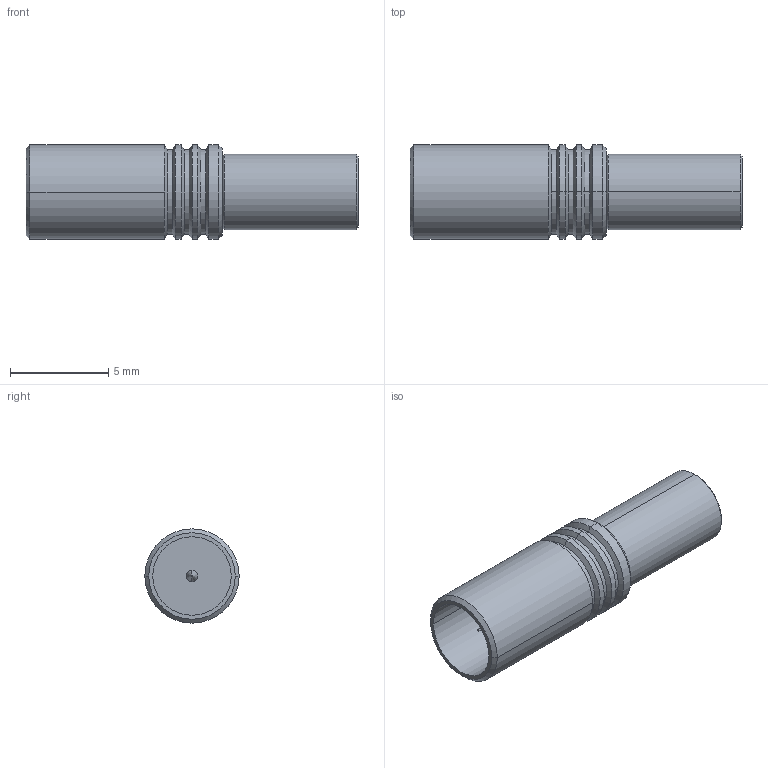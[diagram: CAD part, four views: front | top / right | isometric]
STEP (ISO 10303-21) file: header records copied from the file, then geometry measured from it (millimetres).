
FILE_DESCRIPTION (( 'STEP AP214' ), '1' );
FILE_NAME ('FMCN45868_3D.step', '2023-05-05T18:45:07', ( '' ), ( '' ), 'SwSTEP 2.0', 'SolidWorks 2022', '' );
FILE_SCHEMA (( 'AUTOMOTIVE_DESIGN' ));
Length unit declared in the file: millimetre
Products named in the file (1): FMCN45868_3D
Bounding box: 16.9 x 4.8 x 4.8 mm (x, y, z)
Volume: 128.7 mm3; surface area: 543.8 mm2
Topology: 3 solids, 3 shells, 89 faces, 182 edges, 103 vertices
Faces by surface type: bspline 68, plane 11, cylinder 6, cone 4
Entity records: 2946 total; most frequent: CARTESIAN_POINT 1251, ORIENTED_EDGE 360, DIRECTION 312, EDGE_CURVE 180, AXIS2_PLACEMENT_3D 118, VERTEX_POINT 103, EDGE_LOOP 97, CIRCLE 96
